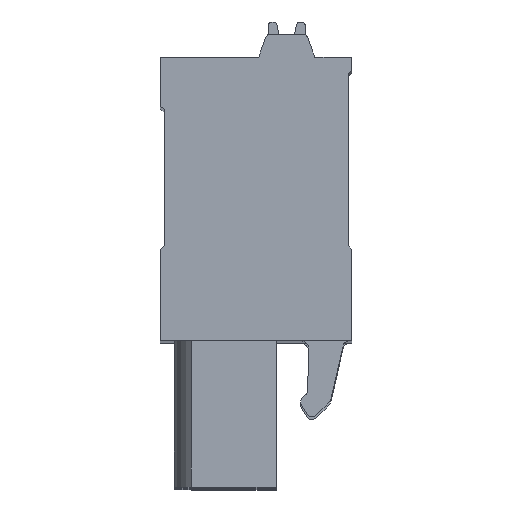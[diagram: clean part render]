
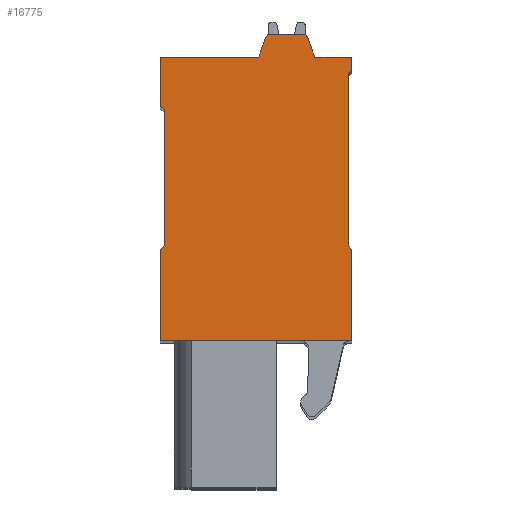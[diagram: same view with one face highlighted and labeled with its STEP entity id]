
A CAD part, top view. The second image highlights one B-rep face of the part: STEP entity #16775.
In plain terms, the highlighted planar face has unit normal (0, 0, 1).
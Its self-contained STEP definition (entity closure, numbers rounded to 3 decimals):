
#79=DIRECTION('',(1.,0.,0.));
#80=VECTOR('',#79,10.9);
#81=CARTESIAN_POINT('',(2.897,12.335,2.54));
#82=LINE('',#81,#80);
#2180=DIRECTION('',(0.,-1.,0.));
#2181=VECTOR('',#2180,5.2);
#2182=CARTESIAN_POINT('',(2.897,17.535,2.54));
#2183=LINE('',#2182,#2181);
#2184=DIRECTION('',(-0.781,-0.625,0.));
#2185=VECTOR('',#2184,0.32);
#2186=CARTESIAN_POINT('',(3.147,17.735,2.54));
#2187=LINE('',#2186,#2185);
#2188=DIRECTION('',(0.,-1.,0.));
#2189=VECTOR('',#2188,7.75);
#2190=CARTESIAN_POINT('',(3.147,25.485,2.54));
#2191=LINE('',#2190,#2189);
#2192=DIRECTION('',(0.781,-0.625,0.));
#2193=VECTOR('',#2192,0.32);
#2194=CARTESIAN_POINT('',(2.897,25.685,2.54));
#2195=LINE('',#2194,#2193);
#2196=DIRECTION('',(0.,-1.,0.));
#2197=VECTOR('',#2196,2.8);
#2198=CARTESIAN_POINT('',(2.897,28.485,2.54));
#2199=LINE('',#2198,#2197);
#2200=DIRECTION('',(-1.,0.,0.));
#2201=VECTOR('',#2200,5.6);
#2202=CARTESIAN_POINT('',(8.497,28.485,2.54));
#2203=LINE('',#2202,#2201);
#2204=DIRECTION('',(-0.342,-0.94,0.));
#2205=VECTOR('',#2204,1.173);
#2206=CARTESIAN_POINT('',(8.899,29.588,2.54));
#2207=LINE('',#2206,#2205);
#2208=CARTESIAN_POINT('',(9.181,29.485,2.54));
#2209=DIRECTION('',(0.,0.,1.));
#2210=DIRECTION('',(0.,1.,0.));
#2211=AXIS2_PLACEMENT_3D('',#2208,#2209,#2210);
#2213=DIRECTION('',(-1.,0.,0.));
#2214=VECTOR('',#2213,1.834);
#2215=CARTESIAN_POINT('',(11.014,29.785,2.54));
#2216=LINE('',#2215,#2214);
#2217=CARTESIAN_POINT('',(11.014,29.485,2.54));
#2218=DIRECTION('',(0.,0.,1.));
#2219=DIRECTION('',(0.94,0.342,0.));
#2220=AXIS2_PLACEMENT_3D('',#2217,#2218,#2219);
#2222=DIRECTION('',(-0.342,0.94,0.));
#2223=VECTOR('',#2222,1.173);
#2224=CARTESIAN_POINT('',(11.697,28.485,2.54));
#2225=LINE('',#2224,#2223);
#2226=DIRECTION('',(-1.,0.,0.));
#2227=VECTOR('',#2226,2.1);
#2228=CARTESIAN_POINT('',(13.797,28.485,2.54));
#2229=LINE('',#2228,#2227);
#2230=DIRECTION('',(0.,1.,0.));
#2231=VECTOR('',#2230,0.75);
#2232=CARTESIAN_POINT('',(13.797,27.735,2.54));
#2233=LINE('',#2232,#2231);
#2234=DIRECTION('',(0.707,0.707,0.));
#2235=VECTOR('',#2234,0.283);
#2236=CARTESIAN_POINT('',(13.597,27.535,2.54));
#2237=LINE('',#2236,#2235);
#2238=DIRECTION('',(0.,1.,0.));
#2239=VECTOR('',#2238,9.8);
#2240=CARTESIAN_POINT('',(13.597,17.735,2.54));
#2241=LINE('',#2240,#2239);
#2242=DIRECTION('',(-0.707,0.707,0.));
#2243=VECTOR('',#2242,0.283);
#2244=CARTESIAN_POINT('',(13.797,17.535,2.54));
#2245=LINE('',#2244,#2243);
#2246=DIRECTION('',(0.,1.,0.));
#2247=VECTOR('',#2246,5.2);
#2248=CARTESIAN_POINT('',(13.797,12.335,2.54));
#2249=LINE('',#2248,#2247);
#11631=CARTESIAN_POINT('',(2.897,28.485,2.54));
#11632=CARTESIAN_POINT('',(2.897,25.685,2.54));
#11633=VERTEX_POINT('',#11631);
#11634=VERTEX_POINT('',#11632);
#11635=CARTESIAN_POINT('',(3.147,25.485,2.54));
#11636=VERTEX_POINT('',#11635);
#11637=CARTESIAN_POINT('',(3.147,17.735,2.54));
#11638=VERTEX_POINT('',#11637);
#11639=CARTESIAN_POINT('',(2.897,17.535,2.54));
#11640=VERTEX_POINT('',#11639);
#11641=CARTESIAN_POINT('',(2.897,12.335,2.54));
#11642=VERTEX_POINT('',#11641);
#11643=CARTESIAN_POINT('',(13.797,12.335,2.54));
#11644=CARTESIAN_POINT('',(13.797,17.535,2.54));
#11645=VERTEX_POINT('',#11643);
#11646=VERTEX_POINT('',#11644);
#11647=CARTESIAN_POINT('',(13.597,17.735,2.54));
#11648=VERTEX_POINT('',#11647);
#11649=CARTESIAN_POINT('',(13.597,27.535,2.54));
#11650=VERTEX_POINT('',#11649);
#11651=CARTESIAN_POINT('',(13.797,27.735,2.54));
#11652=VERTEX_POINT('',#11651);
#11653=CARTESIAN_POINT('',(13.797,28.485,2.54));
#11654=VERTEX_POINT('',#11653);
#11655=CARTESIAN_POINT('',(11.697,28.485,2.54));
#11656=VERTEX_POINT('',#11655);
#11657=CARTESIAN_POINT('',(11.296,29.588,2.54));
#11658=VERTEX_POINT('',#11657);
#11659=CARTESIAN_POINT('',(11.014,29.785,2.54));
#11660=VERTEX_POINT('',#11659);
#11661=CARTESIAN_POINT('',(9.181,29.785,2.54));
#11662=VERTEX_POINT('',#11661);
#11663=CARTESIAN_POINT('',(8.899,29.588,2.54));
#11664=VERTEX_POINT('',#11663);
#11665=CARTESIAN_POINT('',(8.497,28.485,2.54));
#11666=VERTEX_POINT('',#11665);
#16742=CARTESIAN_POINT('',(0.,0.,2.54));
#16743=DIRECTION('',(0.,0.,1.));
#16744=DIRECTION('',(1.,0.,0.));
#16745=AXIS2_PLACEMENT_3D('',#16742,#16743,#16744);
#16746=PLANE('',#16745);
#16747=ORIENTED_EDGE('',*,*,#15135,.F.);
#16748=ORIENTED_EDGE('',*,*,#15324,.F.);
#16749=ORIENTED_EDGE('',*,*,#15338,.F.);
#16750=ORIENTED_EDGE('',*,*,#15352,.F.);
#16751=ORIENTED_EDGE('',*,*,#15366,.F.);
#16752=ORIENTED_EDGE('',*,*,#15380,.F.);
#16753=ORIENTED_EDGE('',*,*,#15408,.F.);
#16755=ORIENTED_EDGE('',*,*,#16754,.F.);
#16757=ORIENTED_EDGE('',*,*,#16756,.F.);
#16759=ORIENTED_EDGE('',*,*,#16758,.F.);
#16760=ORIENTED_EDGE('',*,*,#16451,.F.);
#16761=ORIENTED_EDGE('',*,*,#16135,.F.);
#16762=ORIENTED_EDGE('',*,*,#15400,.F.);
#16764=ORIENTED_EDGE('',*,*,#16763,.F.);
#16766=ORIENTED_EDGE('',*,*,#16765,.F.);
#16768=ORIENTED_EDGE('',*,*,#16767,.F.);
#16770=ORIENTED_EDGE('',*,*,#16769,.F.);
#16772=ORIENTED_EDGE('',*,*,#16771,.F.);
#16773=EDGE_LOOP('',(#16747,#16748,#16749,#16750,#16751,#16752,#16753,#16755,
#16757,#16759,#16760,#16761,#16762,#16764,#16766,#16768,#16770,#16772));
#16774=FACE_OUTER_BOUND('',#16773,.F.);
#16775=ADVANCED_FACE('',(#16774),#16746,.T.);
#2212=CIRCLE('',#2211,0.3);
#2221=CIRCLE('',#2220,0.3);
#15135=EDGE_CURVE('',#11642,#11645,#82,.T.);
#15324=EDGE_CURVE('',#11640,#11642,#2183,.T.);
#15338=EDGE_CURVE('',#11638,#11640,#2187,.T.);
#15352=EDGE_CURVE('',#11636,#11638,#2191,.T.);
#15366=EDGE_CURVE('',#11634,#11636,#2195,.T.);
#15380=EDGE_CURVE('',#11633,#11634,#2199,.T.);
#15400=EDGE_CURVE('',#11654,#11656,#2229,.T.);
#15408=EDGE_CURVE('',#11666,#11633,#2203,.T.);
#16135=EDGE_CURVE('',#11656,#11658,#2225,.T.);
#16451=EDGE_CURVE('',#11658,#11660,#2221,.T.);
#16754=EDGE_CURVE('',#11664,#11666,#2207,.T.);
#16756=EDGE_CURVE('',#11662,#11664,#2212,.T.);
#16758=EDGE_CURVE('',#11660,#11662,#2216,.T.);
#16763=EDGE_CURVE('',#11652,#11654,#2233,.T.);
#16765=EDGE_CURVE('',#11650,#11652,#2237,.T.);
#16767=EDGE_CURVE('',#11648,#11650,#2241,.T.);
#16769=EDGE_CURVE('',#11646,#11648,#2245,.T.);
#16771=EDGE_CURVE('',#11645,#11646,#2249,.T.);
